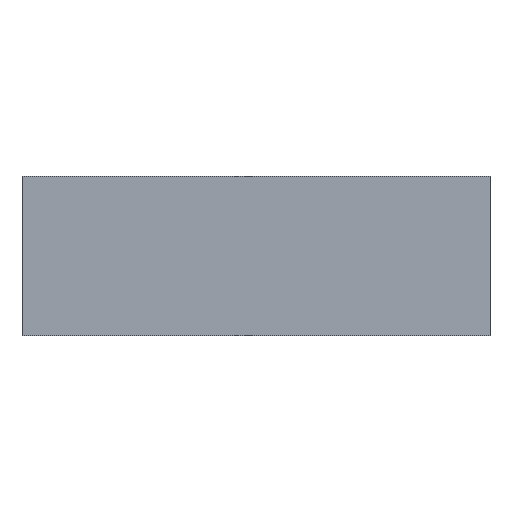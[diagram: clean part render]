
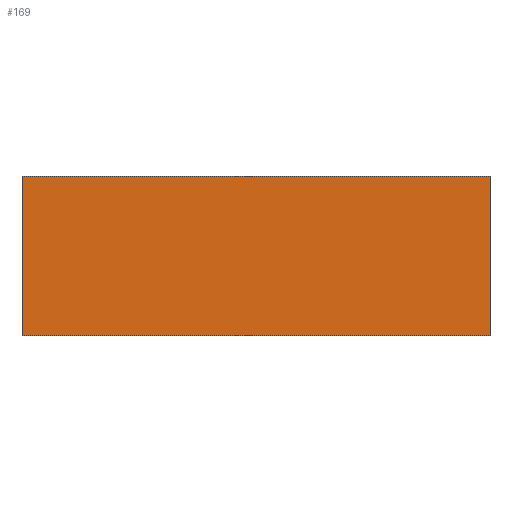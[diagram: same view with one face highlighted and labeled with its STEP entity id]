
A CAD part, top view. The second image highlights one B-rep face of the part: STEP entity #169.
In plain terms, the highlighted planar face has unit normal (0, 0, 1).
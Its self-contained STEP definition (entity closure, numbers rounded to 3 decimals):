
#69=CARTESIAN_POINT('Vertex',(-10.,10.,2.)) ;
#72=CARTESIAN_POINT('Line Origine',(111.15,10.,2.)) ;
#76=CARTESIAN_POINT('Vertex',(232.3,10.,2.)) ;
#131=CARTESIAN_POINT('Vertex',(-10.,-72.5,2.)) ;
#134=CARTESIAN_POINT('Line Origine',(-10.,-31.25,2.)) ;
#146=CARTESIAN_POINT('Axis2P3D Location',(0.,0.,2.)) ;
#151=CARTESIAN_POINT('Line Origine',(111.15,-72.5,2.)) ;
#155=CARTESIAN_POINT('Vertex',(232.3,-72.5,2.)) ;
#158=CARTESIAN_POINT('Line Origine',(232.3,-31.25,2.)) ;
#73=DIRECTION('Vector Direction',(1.,0.,0.)) ;
#135=DIRECTION('Vector Direction',(0.,-1.,0.)) ;
#147=DIRECTION('Axis2P3D Direction',(0.,0.,1.)) ;
#148=DIRECTION('Axis2P3D XDirection',(1.,0.,0.)) ;
#152=DIRECTION('Vector Direction',(1.,0.,0.)) ;
#159=DIRECTION('Vector Direction',(0.,1.,0.)) ;
#149=AXIS2_PLACEMENT_3D('Plane Axis2P3D',#146,#147,#148) ;
#164=ORIENTED_EDGE('',*,*,#78,.F.) ;
#165=ORIENTED_EDGE('',*,*,#138,.T.) ;
#166=ORIENTED_EDGE('',*,*,#157,.F.) ;
#167=ORIENTED_EDGE('',*,*,#162,.T.) ;
#74=VECTOR('Line Direction',#73,1.) ;
#136=VECTOR('Line Direction',#135,1.) ;
#153=VECTOR('Line Direction',#152,1.) ;
#160=VECTOR('Line Direction',#159,1.) ;
#169=ADVANCED_FACE('\X2\96F64EF651E04F554F53\X0\',(#168),#150,.T.) ;
#78=EDGE_CURVE('',#70,#77,#75,.T.) ;
#138=EDGE_CURVE('',#70,#132,#137,.T.) ;
#157=EDGE_CURVE('',#156,#132,#154,.F.) ;
#162=EDGE_CURVE('',#156,#77,#161,.T.) ;
#163=EDGE_LOOP('',(#164,#165,#166,#167)) ;
#168=FACE_OUTER_BOUND('',#163,.T.) ;
#75=LINE('Line',#72,#74) ;
#137=LINE('Line',#134,#136) ;
#154=LINE('Line',#151,#153) ;
#161=LINE('Line',#158,#160) ;
#150=PLANE('',#149) ;
#70=VERTEX_POINT('',#69) ;
#77=VERTEX_POINT('',#76) ;
#132=VERTEX_POINT('',#131) ;
#156=VERTEX_POINT('',#155) ;
